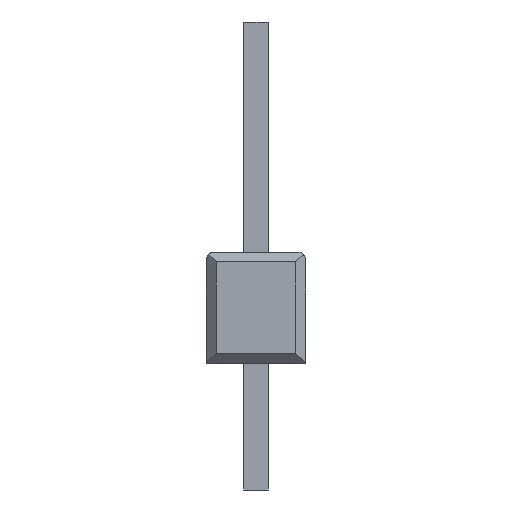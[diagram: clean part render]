
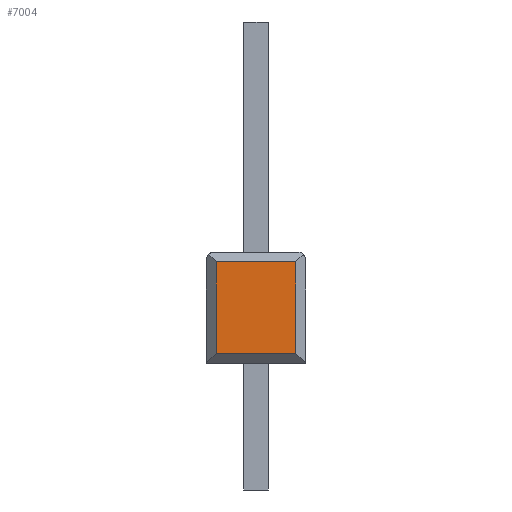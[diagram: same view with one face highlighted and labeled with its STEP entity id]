
A CAD part, left-side view. The second image highlights one B-rep face of the part: STEP entity #7004.
In plain terms, the highlighted planar face has unit normal (-1, 0, 0).
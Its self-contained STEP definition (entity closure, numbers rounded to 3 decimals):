
#1155=DIRECTION('',(0.,0.,-1.));
#1156=VECTOR('',#1155,2.3);
#1157=CARTESIAN_POINT('',(-41.91,-1.,-0.25));
#1158=LINE('',#1157,#1156);
#1159=DIRECTION('',(0.,1.,0.));
#1160=VECTOR('',#1159,2.);
#1161=CARTESIAN_POINT('',(-41.91,-1.,-2.55));
#1162=LINE('',#1161,#1160);
#1163=DIRECTION('',(0.,0.,-1.));
#1164=VECTOR('',#1163,2.3);
#1165=CARTESIAN_POINT('',(-41.91,1.,-0.25));
#1166=LINE('',#1165,#1164);
#1167=DIRECTION('',(0.,-1.,0.));
#1168=VECTOR('',#1167,2.);
#1169=CARTESIAN_POINT('',(-41.91,1.,-0.25));
#1170=LINE('',#1169,#1168);
#3890=CARTESIAN_POINT('',(-41.91,-1.,-0.25));
#3891=CARTESIAN_POINT('',(-41.91,-1.,-2.55));
#3892=VERTEX_POINT('',#3890);
#3893=VERTEX_POINT('',#3891);
#3894=CARTESIAN_POINT('',(-41.91,1.,-0.25));
#3895=VERTEX_POINT('',#3894);
#3896=CARTESIAN_POINT('',(-41.91,1.,-2.55));
#3897=VERTEX_POINT('',#3896);
#6992=CARTESIAN_POINT('',(-41.91,1.25,0.));
#6993=DIRECTION('',(-1.,0.,0.));
#6994=DIRECTION('',(0.,-1.,0.));
#6995=AXIS2_PLACEMENT_3D('',#6992,#6993,#6994);
#6996=PLANE('',#6995);
#6997=ORIENTED_EDGE('',*,*,#6972,.T.);
#6998=ORIENTED_EDGE('',*,*,#6983,.T.);
#7000=ORIENTED_EDGE('',*,*,#6999,.F.);
#7001=ORIENTED_EDGE('',*,*,#6954,.T.);
#7002=EDGE_LOOP('',(#6997,#6998,#7000,#7001));
#7003=FACE_OUTER_BOUND('',#7002,.F.);
#6954=EDGE_CURVE('',#3895,#3892,#1170,.T.);
#6972=EDGE_CURVE('',#3892,#3893,#1158,.T.);
#6983=EDGE_CURVE('',#3893,#3897,#1162,.T.);
#6999=EDGE_CURVE('',#3895,#3897,#1166,.T.);
#7004=ADVANCED_FACE('',(#7003),#6996,.T.);
